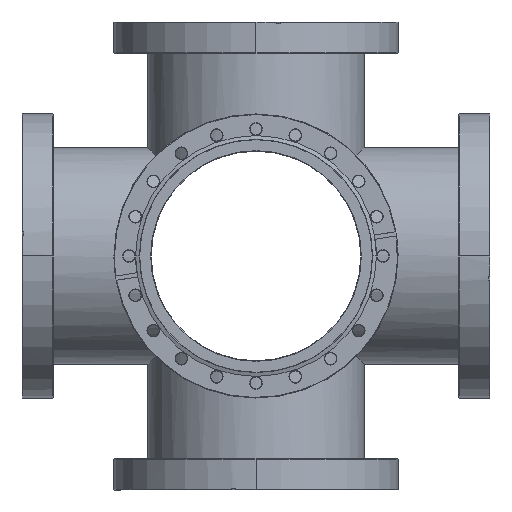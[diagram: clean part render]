
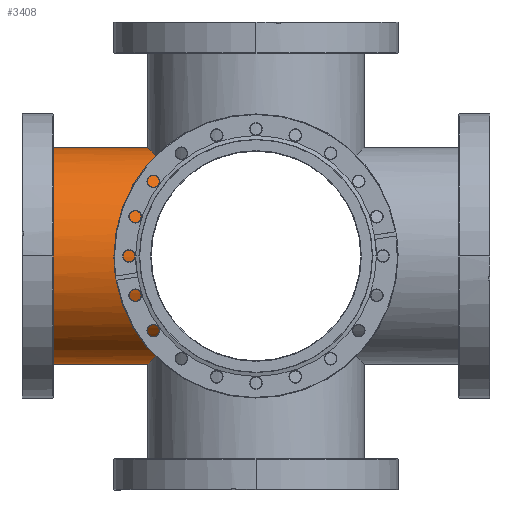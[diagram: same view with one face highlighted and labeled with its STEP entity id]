
A CAD part, front view. The second image highlights one B-rep face of the part: STEP entity #3408.
In plain terms, the highlighted cylindrical face has radius 77 mm (diameter 154 mm), a partial arc.
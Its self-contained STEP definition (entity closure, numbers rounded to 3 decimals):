
#96 = AXIS2_PLACEMENT_3D ( 'NONE', #180, #5441, #3686 ) ;
#180 = CARTESIAN_POINT ( 'NONE',  ( 154., 0., 0. ) ) ;
#390 = VECTOR ( 'NONE', #3798, 1000. ) ;
#479 = CARTESIAN_POINT ( 'NONE',  ( -69.081, -39.814, -69.081 ) ) ;
#550 = VERTEX_POINT ( 'NONE', #668 ) ;
#639 = CARTESIAN_POINT ( 'NONE',  ( -86.342, -86.342, -22.553 ) ) ;
#668 = CARTESIAN_POINT ( 'NONE',  ( -54.447, -54.447, -54.447 ) ) ;
#763 = LINE ( 'NONE', #3807, #2814 ) ;
#877 = EDGE_CURVE ( 'NONE', #1821, #4194, #1906, .T. ) ;
#988 = AXIS2_PLACEMENT_3D ( 'NONE', #4967, #1093, #1559 ) ;
#1047 = CYLINDRICAL_SURFACE ( 'NONE', #96, 77. ) ;
#1093 = DIRECTION ( 'NONE',  ( 1., 0., 0. ) ) ;
#1127 = ORIENTED_EDGE ( 'NONE', *, *, #5413, .F. ) ;
#1368 = ORIENTED_EDGE ( 'NONE', *, *, #4864, .T. ) ;
#1433 = CIRCLE ( 'NONE', #988, 77. ) ;
#1449 = FACE_OUTER_BOUND ( 'NONE', #1828, .T. ) ;
#1559 = DIRECTION ( 'NONE',  ( 0., 0., -1. ) ) ;
#1821 = VERTEX_POINT ( 'NONE', #4590 ) ;
#1828 = EDGE_LOOP ( 'NONE', ( #1127, #3586, #2965, #2175, #1368, #3445 ) ) ;
#1831 = EDGE_CURVE ( 'NONE', #5301, #3502, #1433, .T. ) ;
#1906 =( BOUNDED_CURVE ( )  B_SPLINE_CURVE ( 3, ( #2746, #2686, #2394, #2949 ),
 .UNSPECIFIED., .F., .T. ) 
 B_SPLINE_CURVE_WITH_KNOTS ( ( 4, 4 ),
 ( 0., 0.785 ),
 .UNSPECIFIED. ) 
 CURVE ( )  GEOMETRIC_REPRESENTATION_ITEM ( )  RATIONAL_B_SPLINE_CURVE ( ( 1., 0.949, 0.949, 1. ) ) 
 REPRESENTATION_ITEM ( '' )  );
#1972 = CARTESIAN_POINT ( 'NONE',  ( -54.447, -54.447, 54.447 ) ) ;
#2161 = DIRECTION ( 'NONE',  ( -1., 0., 0. ) ) ;
#2175 = ORIENTED_EDGE ( 'NONE', *, *, #877, .F. ) ;
#2290 = CARTESIAN_POINT ( 'NONE',  ( -77., 0., -77. ) ) ;
#2394 = CARTESIAN_POINT ( 'NONE',  ( -69.081, -39.814, 69.081 ) ) ;
#2412 = CARTESIAN_POINT ( 'NONE',  ( -86.342, -86.342, 22.553 ) ) ;
#2686 = CARTESIAN_POINT ( 'NONE',  ( -77., -20.695, 77. ) ) ;
#2746 = CARTESIAN_POINT ( 'NONE',  ( -77., 0., 77. ) ) ;
#2814 = VECTOR ( 'NONE', #2161, 1000. ) ;
#2895 = CARTESIAN_POINT ( 'NONE',  ( -154., 0., 77. ) ) ;
#2949 = CARTESIAN_POINT ( 'NONE',  ( -54.447, -54.447, 54.447 ) ) ;
#2965 = ORIENTED_EDGE ( 'NONE', *, *, #3554, .F. ) ;
#3174 = CARTESIAN_POINT ( 'NONE',  ( -154., 0., -77. ) ) ;
#3226 = CARTESIAN_POINT ( 'NONE',  ( -54.447, -54.447, -54.447 ) ) ;
#3408 = ADVANCED_FACE ( 'NONE', ( #1449 ), #1047, .T. ) ;
#3433 = CARTESIAN_POINT ( 'NONE',  ( -77., 0., -77. ) ) ;
#3445 = ORIENTED_EDGE ( 'NONE', *, *, #1831, .T. ) ;
#3502 = VERTEX_POINT ( 'NONE', #3174 ) ;
#3554 = EDGE_CURVE ( 'NONE', #4194, #550, #4610, .T. ) ;
#3586 = ORIENTED_EDGE ( 'NONE', *, *, #4741, .F. ) ;
#3686 = DIRECTION ( 'NONE',  ( 0., 0., 1. ) ) ;
#3798 = DIRECTION ( 'NONE',  ( -1., 0., 0. ) ) ;
#3807 = CARTESIAN_POINT ( 'NONE',  ( 154., 0., 77. ) ) ;
#3817 = LINE ( 'NONE', #5106, #390 ) ;
#3830 = CARTESIAN_POINT ( 'NONE',  ( -54.447, -54.447, -54.447 ) ) ;
#3880 = VERTEX_POINT ( 'NONE', #3433 ) ;
#4192 = CARTESIAN_POINT ( 'NONE',  ( -77., -20.695, -77. ) ) ;
#4194 = VERTEX_POINT ( 'NONE', #4517 ) ;
#4517 = CARTESIAN_POINT ( 'NONE',  ( -54.447, -54.447, 54.447 ) ) ;
#4590 = CARTESIAN_POINT ( 'NONE',  ( -77., 0., 77. ) ) ;
#4610 =( BOUNDED_CURVE ( )  B_SPLINE_CURVE ( 3, ( #1972, #2412, #639, #3226 ),
 .UNSPECIFIED., .F., .F. ) 
 B_SPLINE_CURVE_WITH_KNOTS ( ( 4, 4 ),
 ( 5.498, 7.069 ),
 .UNSPECIFIED. ) 
 CURVE ( )  GEOMETRIC_REPRESENTATION_ITEM ( )  RATIONAL_B_SPLINE_CURVE ( ( 1., 0.805, 0.805, 1. ) ) 
 REPRESENTATION_ITEM ( '' )  );
#4741 = EDGE_CURVE ( 'NONE', #550, #3880, #5089, .T. ) ;
#4864 = EDGE_CURVE ( 'NONE', #1821, #5301, #763, .T. ) ;
#4967 = CARTESIAN_POINT ( 'NONE',  ( -154., 0., 0. ) ) ;
#5089 =( BOUNDED_CURVE ( )  B_SPLINE_CURVE ( 3, ( #3830, #479, #4192, #2290 ),
 .UNSPECIFIED., .F., .F. ) 
 B_SPLINE_CURVE_WITH_KNOTS ( ( 4, 4 ),
 ( 5.498, 6.283 ),
 .UNSPECIFIED. ) 
 CURVE ( )  GEOMETRIC_REPRESENTATION_ITEM ( )  RATIONAL_B_SPLINE_CURVE ( ( 1., 0.949, 0.949, 1. ) ) 
 REPRESENTATION_ITEM ( '' )  );
#5106 = CARTESIAN_POINT ( 'NONE',  ( 154., 0., -77. ) ) ;
#5301 = VERTEX_POINT ( 'NONE', #2895 ) ;
#5413 = EDGE_CURVE ( 'NONE', #3880, #3502, #3817, .T. ) ;
#5441 = DIRECTION ( 'NONE',  ( -1., 0., 0. ) ) ;
